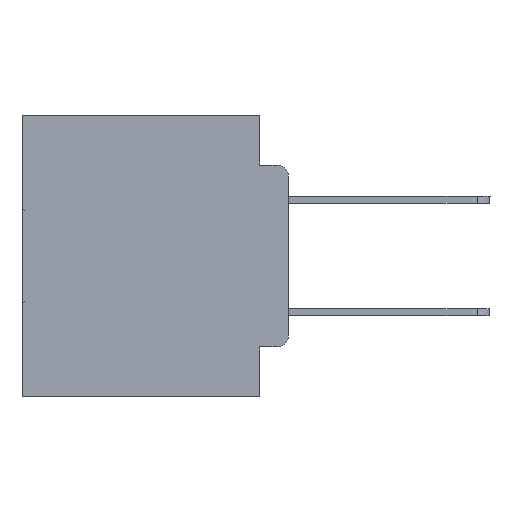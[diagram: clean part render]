
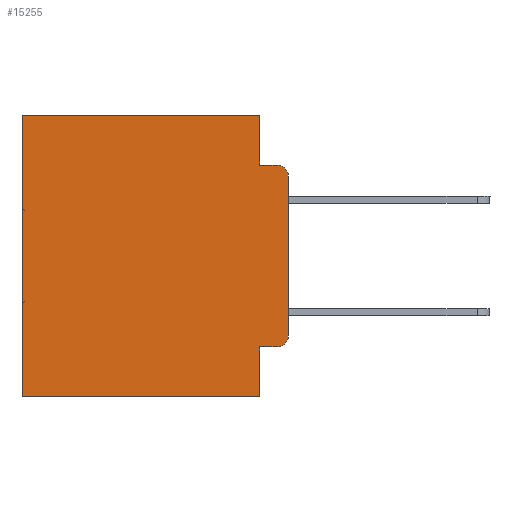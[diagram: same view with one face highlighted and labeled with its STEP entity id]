
A CAD part, left-side view. The second image highlights one B-rep face of the part: STEP entity #15255.
In plain terms, the highlighted planar face has unit normal (-1, 0, 0).
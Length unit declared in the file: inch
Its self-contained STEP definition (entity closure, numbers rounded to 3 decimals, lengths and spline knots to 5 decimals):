
#1253 = VERTEX_POINT ( 'NONE', #15589 ) ;
#1346 = VECTOR ( 'NONE', #23407, 39.37008 ) ;
#2160 = VERTEX_POINT ( 'NONE', #13679 ) ;
#2189 = LINE ( 'NONE', #15772, #1346 ) ;
#2578 = VERTEX_POINT ( 'NONE', #27958 ) ;
#3014 = EDGE_CURVE ( 'NONE', #2578, #32795, #18732, .T. ) ;
#3151 = CARTESIAN_POINT ( 'NONE',  ( 0.298, 0.051, 0. ) ) ;
#3351 = CARTESIAN_POINT ( 'NONE',  ( 0.298, 0.051, 0. ) ) ;
#3370 = AXIS2_PLACEMENT_3D ( 'NONE', #10045, #23071, #7545 ) ;
#4938 = VECTOR ( 'NONE', #22706, 39.37008 ) ;
#4975 = PLANE ( 'NONE',  #3370 ) ;
#5080 = LINE ( 'NONE', #28279, #31511 ) ;
#5264 = DIRECTION ( 'NONE',  ( 0., 1., 0. ) ) ;
#5279 = VERTEX_POINT ( 'NONE', #3151 ) ;
#5555 = ORIENTED_EDGE ( 'NONE', *, *, #27801, .F. ) ;
#6077 = EDGE_LOOP ( 'NONE', ( #17236, #20031, #5555, #30592, #16115, #24377, #7618, #15941, #16336, #11015 ) ) ;
#6253 = VERTEX_POINT ( 'NONE', #12516 ) ;
#7161 = CARTESIAN_POINT ( 'NONE',  ( 0.298, 0.051, -0.0885 ) ) ;
#7380 = VECTOR ( 'NONE', #8551, 39.37008 ) ;
#7545 = DIRECTION ( 'NONE',  ( 0., 0., -1. ) ) ;
#7618 = ORIENTED_EDGE ( 'NONE', *, *, #31568, .F. ) ;
#7785 = VERTEX_POINT ( 'NONE', #30884 ) ;
#8036 = CIRCLE ( 'NONE', #9395, 0.02 ) ;
#8248 = VECTOR ( 'NONE', #18904, 39.37008 ) ;
#8551 = DIRECTION ( 'NONE',  ( 0., 0., -1. ) ) ;
#8743 = VERTEX_POINT ( 'NONE', #9351 ) ;
#9133 = FACE_OUTER_BOUND ( 'NONE', #6077, .T. ) ;
#9351 = CARTESIAN_POINT ( 'NONE',  ( 0.298, 0.02, -0.0885 ) ) ;
#9395 = AXIS2_PLACEMENT_3D ( 'NONE', #26304, #10901, #28807 ) ;
#10045 = CARTESIAN_POINT ( 'NONE',  ( 0.298, 0., 0. ) ) ;
#10901 = DIRECTION ( 'NONE',  ( -1., 0., 0. ) ) ;
#10964 = LINE ( 'NONE', #21128, #24714 ) ;
#11015 = ORIENTED_EDGE ( 'NONE', *, *, #14105, .T. ) ;
#11388 = CARTESIAN_POINT ( 'NONE',  ( 0.298, 0.051, 0. ) ) ;
#11528 = CARTESIAN_POINT ( 'NONE',  ( 0.298, 0.02, -0.1085 ) ) ;
#12516 = CARTESIAN_POINT ( 'NONE',  ( 0.298, 0.051, -0.5 ) ) ;
#13450 = DIRECTION ( 'NONE',  ( 0., -1., 0. ) ) ;
#13524 = CARTESIAN_POINT ( 'NONE',  ( 0.298, 0., -0.3915 ) ) ;
#13679 = CARTESIAN_POINT ( 'NONE',  ( 0.298, 0.051, -0.4115 ) ) ;
#14105 = EDGE_CURVE ( 'NONE', #1253, #32795, #8036, .T. ) ;
#14175 = DIRECTION ( 'NONE',  ( 0., 0., -1. ) ) ;
#15255 = ADVANCED_FACE ( 'NONE', ( #9133 ), #4975, .F. ) ;
#15586 = DIRECTION ( 'NONE',  ( 0., -1., 0. ) ) ;
#15589 = CARTESIAN_POINT ( 'NONE',  ( 0.298, 0.02, -0.4115 ) ) ;
#15772 = CARTESIAN_POINT ( 'NONE',  ( 0.298, 0., -0.5 ) ) ;
#15861 = EDGE_CURVE ( 'NONE', #2160, #1253, #5080, .T. ) ;
#15941 = ORIENTED_EDGE ( 'NONE', *, *, #17598, .F. ) ;
#16115 = ORIENTED_EDGE ( 'NONE', *, *, #30330, .T. ) ;
#16336 = ORIENTED_EDGE ( 'NONE', *, *, #15861, .T. ) ;
#17236 = ORIENTED_EDGE ( 'NONE', *, *, #3014, .F. ) ;
#17598 = EDGE_CURVE ( 'NONE', #2160, #6253, #21165, .T. ) ;
#18232 = CARTESIAN_POINT ( 'NONE',  ( 0.298, 0., 0. ) ) ;
#18732 = LINE ( 'NONE', #22810, #4938 ) ;
#18904 = DIRECTION ( 'NONE',  ( 0., 0., -1. ) ) ;
#20031 = ORIENTED_EDGE ( 'NONE', *, *, #29445, .T. ) ;
#20062 = AXIS2_PLACEMENT_3D ( 'NONE', #11528, #29405, #14175 ) ;
#20599 = VECTOR ( 'NONE', #31790, 39.37008 ) ;
#20928 = LINE ( 'NONE', #18232, #26850 ) ;
#21030 = EDGE_CURVE ( 'NONE', #7785, #28248, #28703, .T. ) ;
#21128 = CARTESIAN_POINT ( 'NONE',  ( 0.298, 0.051, -0.0885 ) ) ;
#21165 = LINE ( 'NONE', #3351, #7380 ) ;
#22684 = CARTESIAN_POINT ( 'NONE',  ( 0.298, 0.473, -0.5 ) ) ;
#22706 = DIRECTION ( 'NONE',  ( 0., 0., -1. ) ) ;
#22810 = CARTESIAN_POINT ( 'NONE',  ( 0.298, 0., 0. ) ) ;
#23071 = DIRECTION ( 'NONE',  ( 1., 0., 0. ) ) ;
#23407 = DIRECTION ( 'NONE',  ( 0., 1., 0. ) ) ;
#24377 = ORIENTED_EDGE ( 'NONE', *, *, #21030, .T. ) ;
#24451 = EDGE_CURVE ( 'NONE', #5279, #28183, #27320, .T. ) ;
#24714 = VECTOR ( 'NONE', #13450, 39.37008 ) ;
#26304 = CARTESIAN_POINT ( 'NONE',  ( 0.298, 0.02, -0.3915 ) ) ;
#26850 = VECTOR ( 'NONE', #5264, 39.37008 ) ;
#27320 = LINE ( 'NONE', #11388, #20599 ) ;
#27718 = CIRCLE ( 'NONE', #20062, 0.02 ) ;
#27801 = EDGE_CURVE ( 'NONE', #28183, #8743, #10964, .T. ) ;
#27958 = CARTESIAN_POINT ( 'NONE',  ( 0.298, 0., -0.1085 ) ) ;
#28183 = VERTEX_POINT ( 'NONE', #7161 ) ;
#28248 = VERTEX_POINT ( 'NONE', #22684 ) ;
#28279 = CARTESIAN_POINT ( 'NONE',  ( 0.298, 0.051, -0.4115 ) ) ;
#28703 = LINE ( 'NONE', #28822, #8248 ) ;
#28807 = DIRECTION ( 'NONE',  ( 0., 0., -1. ) ) ;
#28822 = CARTESIAN_POINT ( 'NONE',  ( 0.298, 0.473, 0. ) ) ;
#29405 = DIRECTION ( 'NONE',  ( -1., 0., 0. ) ) ;
#29445 = EDGE_CURVE ( 'NONE', #2578, #8743, #27718, .T. ) ;
#30330 = EDGE_CURVE ( 'NONE', #5279, #7785, #20928, .T. ) ;
#30592 = ORIENTED_EDGE ( 'NONE', *, *, #24451, .F. ) ;
#30884 = CARTESIAN_POINT ( 'NONE',  ( 0.298, 0.473, 0. ) ) ;
#31511 = VECTOR ( 'NONE', #15586, 39.37008 ) ;
#31568 = EDGE_CURVE ( 'NONE', #6253, #28248, #2189, .T. ) ;
#31790 = DIRECTION ( 'NONE',  ( 0., 0., -1. ) ) ;
#32795 = VERTEX_POINT ( 'NONE', #13524 ) ;
